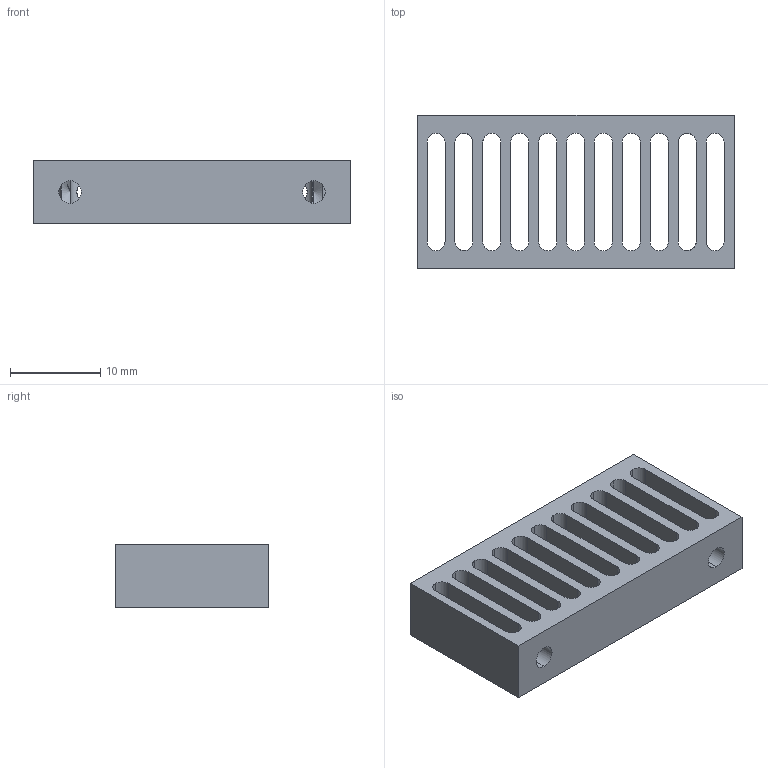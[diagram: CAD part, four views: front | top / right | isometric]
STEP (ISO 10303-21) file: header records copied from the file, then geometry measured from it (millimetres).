
FILE_DESCRIPTION (( 'STEP AP203' ), '1' );
FILE_NAME ('1308-Z2P-B Cooling Rib Hot End.STEP', '2013-08-25T20:11:29', ( '' ), ( '' ), 'SwSTEP 2.0', 'SolidWorks 2013', '' );
FILE_SCHEMA (( 'CONFIG_CONTROL_DESIGN' ));
Length unit declared in the file: millimetre
Products named in the file (1): 1308-Z2P-B Cooling Rib Hot End
Bounding box: 35 x 17 x 7 mm (x, y, z)
Volume: 2157.6 mm3; surface area: 3584.9 mm2
Topology: 1 solids, 1 shells, 90 faces, 296 edges, 194 vertices
Faces by surface type: cylinder 56, plane 28, cone 6
Entity records: 3614 total; most frequent: CARTESIAN_POINT 847, ORIENTED_EDGE 584, DIRECTION 555, EDGE_CURVE 292, AXIS2_PLACEMENT_3D 198, VERTEX_POINT 194, LINE 159, VECTOR 159
